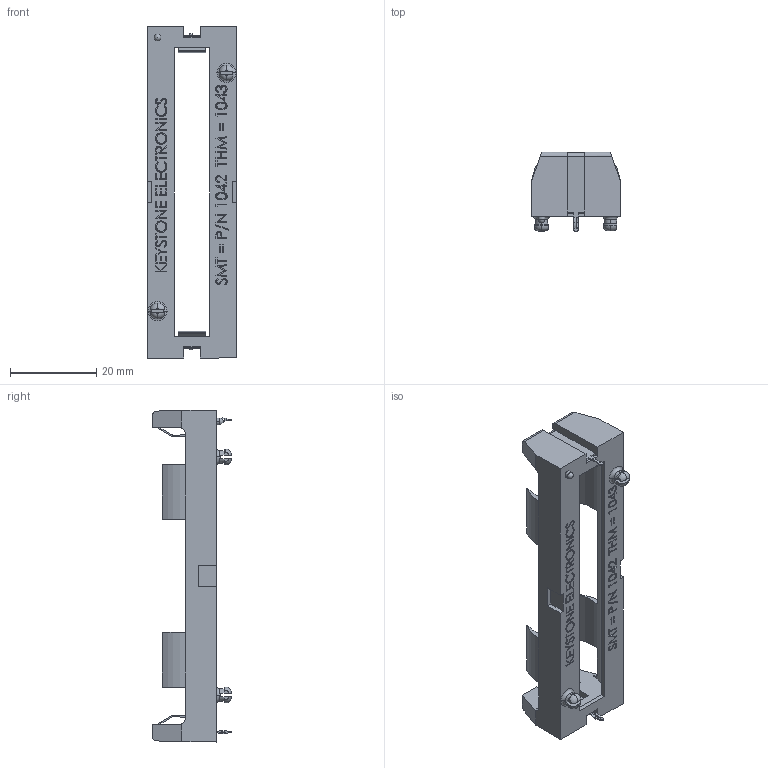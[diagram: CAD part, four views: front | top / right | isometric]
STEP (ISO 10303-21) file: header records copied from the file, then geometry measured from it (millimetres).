
FILE_DESCRIPTION (( 'STEP AP214' ), '1' );
FILE_NAME ('1043.STEP', '2017-09-22T13:30:14', ( '' ), ( '' ), 'SwSTEP 2.0', 'SolidWorks 2013', '' );
FILE_SCHEMA (( 'AUTOMOTIVE_DESIGN' ));
Length unit declared in the file: inch
Products named in the file (1): 1043
Bounding box: 20.65 x 18.41 x 77.05 mm (x, y, z)
Volume: 5538.4 mm3; surface area: 6157 mm2
Topology: 2 solids, 2 shells, 690 faces, 1902 edges, 1259 vertices
Faces by surface type: plane 487, bspline 128, cylinder 62, torus 12, sphere 1
Entity records: 30221 total; most frequent: CARTESIAN_POINT 12381, ORIENTED_EDGE 3800, DIRECTION 2920, EDGE_CURVE 1900, VECTOR 1438, LINE 1438, VERTEX_POINT 1258, EDGE_LOOP 744
